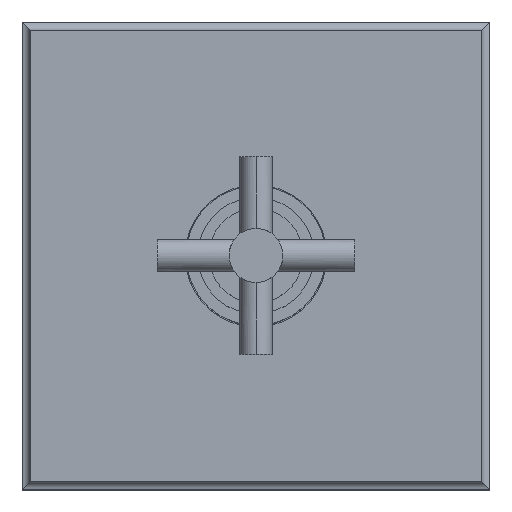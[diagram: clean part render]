
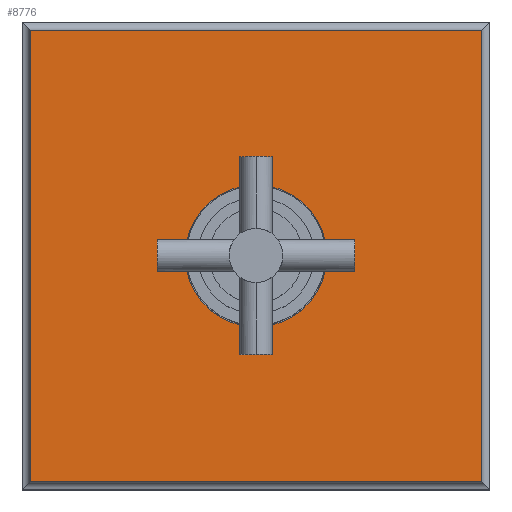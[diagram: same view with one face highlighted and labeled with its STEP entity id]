
A CAD part, top view. The second image highlights one B-rep face of the part: STEP entity #8776.
In plain terms, the highlighted planar face has unit normal (0, 0, 1).
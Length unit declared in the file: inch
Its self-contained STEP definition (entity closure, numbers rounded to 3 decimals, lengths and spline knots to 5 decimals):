
#1709=CARTESIAN_POINT('',(0.,0.,0.313));
#1710=DIRECTION('',(0.,0.,-1.));
#1711=DIRECTION('',(-1.,0.,0.));
#1712=AXIS2_PLACEMENT_3D('',#1709,#1710,#1711);
#1714=CARTESIAN_POINT('',(0.,0.,0.313));
#1715=DIRECTION('',(0.,0.,-1.));
#1716=DIRECTION('',(1.,0.,0.));
#1717=AXIS2_PLACEMENT_3D('',#1714,#1715,#1716);
#1719=DIRECTION('',(0.,-1.,0.));
#1720=VECTOR('',#1719,6.27);
#1721=CARTESIAN_POINT('',(-3.135,3.135,0.313));
#1722=LINE('',#1721,#1720);
#1723=DIRECTION('',(1.,0.,0.));
#1724=VECTOR('',#1723,6.27);
#1725=CARTESIAN_POINT('',(-3.135,-3.135,0.313));
#1726=LINE('',#1725,#1724);
#1748=DIRECTION('',(0.,1.,0.));
#1749=VECTOR('',#1748,6.27);
#1750=CARTESIAN_POINT('',(3.135,-3.135,0.313));
#1751=LINE('',#1750,#1749);
#1773=DIRECTION('',(-1.,0.,0.));
#1774=VECTOR('',#1773,6.27);
#1775=CARTESIAN_POINT('',(3.135,3.135,0.313));
#1776=LINE('',#1775,#1774);
#5494=CARTESIAN_POINT('',(-3.135,3.135,0.313));
#5495=CARTESIAN_POINT('',(-3.135,-3.135,0.313));
#5496=VERTEX_POINT('',#5494);
#5497=VERTEX_POINT('',#5495);
#5502=CARTESIAN_POINT('',(3.135,-3.135,0.313));
#5503=VERTEX_POINT('',#5502);
#5506=CARTESIAN_POINT('',(3.135,3.135,0.313));
#5507=VERTEX_POINT('',#5506);
#5514=CARTESIAN_POINT('',(-0.985,0.,0.313));
#5515=CARTESIAN_POINT('',(0.985,0.,0.313));
#5516=VERTEX_POINT('',#5514);
#5517=VERTEX_POINT('',#5515);
#8756=CARTESIAN_POINT('',(0.,0.,0.313));
#8757=DIRECTION('',(0.,0.,1.));
#8758=DIRECTION('',(1.,0.,0.));
#8759=AXIS2_PLACEMENT_3D('',#8756,#8757,#8758);
#8760=PLANE('',#8759);
#8762=ORIENTED_EDGE('',*,*,#8761,.F.);
#8764=ORIENTED_EDGE('',*,*,#8763,.F.);
#8766=ORIENTED_EDGE('',*,*,#8765,.F.);
#8768=ORIENTED_EDGE('',*,*,#8767,.F.);
#8769=EDGE_LOOP('',(#8762,#8764,#8766,#8768));
#8770=FACE_OUTER_BOUND('',#8769,.F.);
#8771=ORIENTED_EDGE('',*,*,#8746,.F.);
#8773=ORIENTED_EDGE('',*,*,#8772,.F.);
#8774=EDGE_LOOP('',(#8771,#8773));
#8775=FACE_BOUND('',#8774,.F.);
#8776=ADVANCED_FACE('',(#8770,#8775),#8760,.T.);
#1713=CIRCLE('',#1712,0.985);
#1718=CIRCLE('',#1717,0.985);
#8746=EDGE_CURVE('',#5516,#5517,#1713,.T.);
#8761=EDGE_CURVE('',#5496,#5497,#1722,.T.);
#8763=EDGE_CURVE('',#5507,#5496,#1776,.T.);
#8765=EDGE_CURVE('',#5503,#5507,#1751,.T.);
#8767=EDGE_CURVE('',#5497,#5503,#1726,.T.);
#8772=EDGE_CURVE('',#5517,#5516,#1718,.T.);
